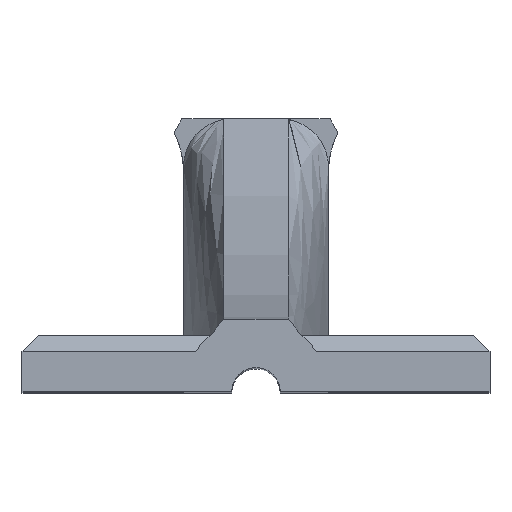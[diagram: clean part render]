
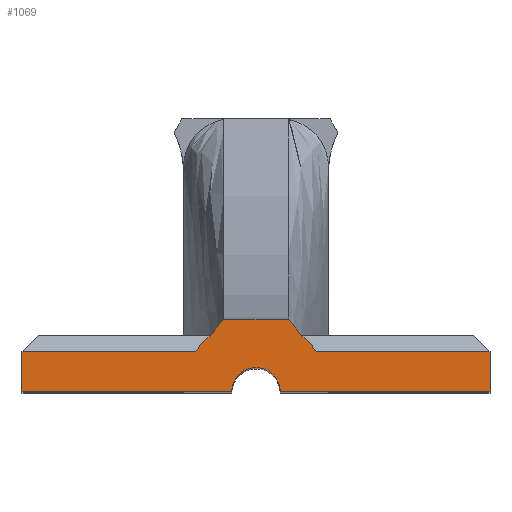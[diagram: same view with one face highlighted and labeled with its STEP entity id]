
A CAD part, top view. The second image highlights one B-rep face of the part: STEP entity #1069.
In plain terms, the highlighted planar face has unit normal (0, 0, 1).
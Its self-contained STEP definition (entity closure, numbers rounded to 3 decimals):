
#38=B_SPLINE_CURVE_WITH_KNOTS('',3,(#1722,#1723,#1724,#1725,#1726,#1727,
#1728,#1729),.UNSPECIFIED.,.F.,.F.,(4,2,2,4),(0.01,0.07,
0.1,0.117),.UNSPECIFIED.);
#39=B_SPLINE_CURVE_WITH_KNOTS('',3,(#1733,#1734,#1735,#1736,#1737,#1738,
#1739,#1740),.UNSPECIFIED.,.F.,.F.,(4,2,2,4),(-0.134,-0.104,
-0.077,-0.028),.UNSPECIFIED.);
#73=CIRCLE('',#1166,4.5);
#74=CIRCLE('',#1167,4.5);
#75=CIRCLE('',#1168,1.5);
#124=FACE_OUTER_BOUND('',#190,.T.);
#190=EDGE_LOOP('',(#823,#824,#825,#826,#827,#828,#829,#830,#831,#832,#833,
#834));
#241=LINE('',#1564,#338);
#251=LINE('',#1592,#348);
#274=LINE('',#1684,#371);
#280=LINE('',#1708,#377);
#287=LINE('',#1731,#384);
#288=LINE('',#1743,#385);
#289=LINE('',#1745,#386);
#338=VECTOR('',#1254,10.);
#348=VECTOR('',#1280,10.);
#371=VECTOR('',#1337,10.);
#377=VECTOR('',#1365,10.);
#384=VECTOR('',#1376,10.);
#385=VECTOR('',#1379,10.);
#386=VECTOR('',#1382,10.);
#447=VERTEX_POINT('',#1557);
#450=VERTEX_POINT('',#1562);
#459=VERTEX_POINT('',#1589);
#460=VERTEX_POINT('',#1591);
#483=VERTEX_POINT('',#1682);
#489=VERTEX_POINT('',#1706);
#490=VERTEX_POINT('',#1707);
#494=VERTEX_POINT('',#1719);
#495=VERTEX_POINT('',#1721);
#496=VERTEX_POINT('',#1730);
#497=VERTEX_POINT('',#1732);
#498=VERTEX_POINT('',#1742);
#556=EDGE_CURVE('',#450,#447,#241,.T.);
#569=EDGE_CURVE('',#459,#460,#251,.T.);
#603=EDGE_CURVE('',#483,#459,#274,.T.);
#614=EDGE_CURVE('',#489,#490,#280,.T.);
#621=EDGE_CURVE('',#450,#494,#73,.T.);
#622=EDGE_CURVE('',#495,#494,#38,.T.);
#623=EDGE_CURVE('',#495,#496,#287,.T.);
#624=EDGE_CURVE('',#496,#497,#39,.T.);
#625=EDGE_CURVE('',#497,#460,#74,.T.);
#626=EDGE_CURVE('',#483,#498,#288,.T.);
#627=EDGE_CURVE('',#498,#489,#75,.T.);
#628=EDGE_CURVE('',#490,#447,#289,.T.);
#823=ORIENTED_EDGE('',*,*,#621,.T.);
#824=ORIENTED_EDGE('',*,*,#622,.F.);
#825=ORIENTED_EDGE('',*,*,#623,.T.);
#826=ORIENTED_EDGE('',*,*,#624,.T.);
#827=ORIENTED_EDGE('',*,*,#625,.T.);
#828=ORIENTED_EDGE('',*,*,#569,.F.);
#829=ORIENTED_EDGE('',*,*,#603,.F.);
#830=ORIENTED_EDGE('',*,*,#626,.T.);
#831=ORIENTED_EDGE('',*,*,#627,.T.);
#832=ORIENTED_EDGE('',*,*,#614,.T.);
#833=ORIENTED_EDGE('',*,*,#628,.T.);
#834=ORIENTED_EDGE('',*,*,#556,.F.);
#1021=PLANE('',#1165);
#1069=ADVANCED_FACE('',(#124),#1021,.F.);
#1165=AXIS2_PLACEMENT_3D('',#1718,#1372,#1373);
#1166=AXIS2_PLACEMENT_3D('',#1720,#1374,#1375);
#1167=AXIS2_PLACEMENT_3D('',#1741,#1377,#1378);
#1168=AXIS2_PLACEMENT_3D('',#1744,#1380,#1381);
#1254=DIRECTION('',(1.,0.,0.));
#1280=DIRECTION('',(1.,0.,0.));
#1337=DIRECTION('',(0.,1.,0.));
#1365=DIRECTION('',(1.,0.,0.));
#1372=DIRECTION('center_axis',(0.,0.,-1.));
#1373=DIRECTION('ref_axis',(0.,1.,0.));
#1374=DIRECTION('center_axis',(0.,0.,1.));
#1375=DIRECTION('ref_axis',(1.,0.,0.));
#1376=DIRECTION('',(-1.,0.,0.));
#1377=DIRECTION('center_axis',(0.,0.,1.));
#1378=DIRECTION('ref_axis',(1.,0.,0.));
#1379=DIRECTION('',(1.,0.,0.));
#1380=DIRECTION('center_axis',(0.,0.,-1.));
#1381=DIRECTION('ref_axis',(1.,0.,0.));
#1382=DIRECTION('',(0.,1.,0.));
#1557=CARTESIAN_POINT('',(14.5,4.5,23.5));
#1562=CARTESIAN_POINT('',(3.742,4.5,23.5));
#1564=CARTESIAN_POINT('',(4.5,4.5,23.5));
#1589=CARTESIAN_POINT('',(-14.5,4.5,23.5));
#1591=CARTESIAN_POINT('',(-3.742,4.5,23.5));
#1592=CARTESIAN_POINT('',(0.,4.5,23.5));
#1682=CARTESIAN_POINT('',(-14.5,2.,23.5));
#1684=CARTESIAN_POINT('',(-14.5,5.5,23.5));
#1706=CARTESIAN_POINT('',(1.5,2.,23.5));
#1707=CARTESIAN_POINT('',(14.5,2.,23.5));
#1708=CARTESIAN_POINT('',(0.,2.,23.5));
#1718=CARTESIAN_POINT('Origin',(4.5,2.,23.5));
#1719=CARTESIAN_POINT('',(2.63,5.651,23.5));
#1720=CARTESIAN_POINT('Origin',(0.,2.,23.5));
#1721=CARTESIAN_POINT('',(2.,6.5,23.5));
#1722=CARTESIAN_POINT('Ctrl Pts',(2.,6.5,23.5));
#1723=CARTESIAN_POINT('Ctrl Pts',(2.149,6.368,23.5));
#1724=CARTESIAN_POINT('Ctrl Pts',(2.278,6.217,23.5));
#1725=CARTESIAN_POINT('Ctrl Pts',(2.447,5.972,23.5));
#1726=CARTESIAN_POINT('Ctrl Pts',(2.499,5.889,23.5));
#1727=CARTESIAN_POINT('Ctrl Pts',(2.576,5.753,23.5));
#1728=CARTESIAN_POINT('Ctrl Pts',(2.604,5.703,23.5));
#1729=CARTESIAN_POINT('Ctrl Pts',(2.63,5.651,23.5));
#1730=CARTESIAN_POINT('',(-2.,6.5,23.5));
#1731=CARTESIAN_POINT('',(0.,6.5,23.5));
#1732=CARTESIAN_POINT('',(-2.63,5.651,23.5));
#1733=CARTESIAN_POINT('Ctrl Pts',(-2.,6.5,23.5));
#1734=CARTESIAN_POINT('Ctrl Pts',(-2.074,6.435,23.5));
#1735=CARTESIAN_POINT('Ctrl Pts',(-2.143,6.365,23.5));
#1736=CARTESIAN_POINT('Ctrl Pts',(-2.269,6.22,23.5));
#1737=CARTESIAN_POINT('Ctrl Pts',(-2.326,6.147,23.5));
#1738=CARTESIAN_POINT('Ctrl Pts',(-2.472,5.938,23.5));
#1739=CARTESIAN_POINT('Ctrl Pts',(-2.555,5.797,23.5));
#1740=CARTESIAN_POINT('Ctrl Pts',(-2.63,5.651,23.5));
#1741=CARTESIAN_POINT('Origin',(0.,2.,23.5));
#1742=CARTESIAN_POINT('',(-1.5,2.,23.5));
#1743=CARTESIAN_POINT('',(0.,2.,23.5));
#1744=CARTESIAN_POINT('Origin',(0.,2.,23.5));
#1745=CARTESIAN_POINT('',(14.5,5.5,23.5));
